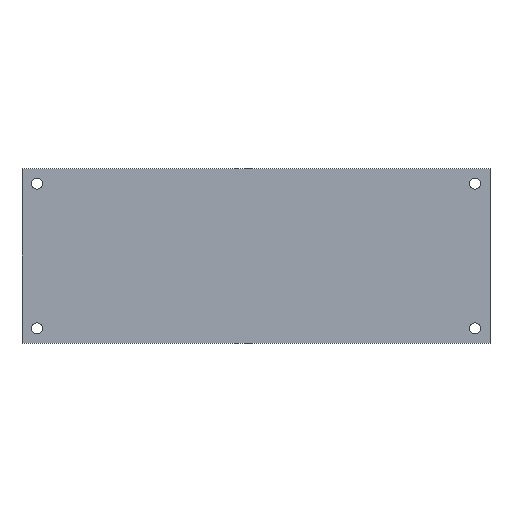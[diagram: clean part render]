
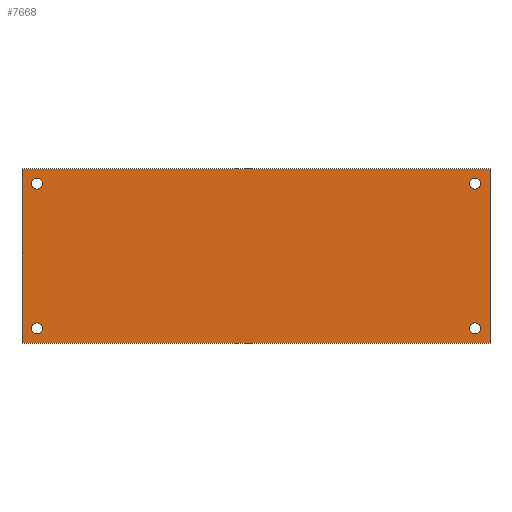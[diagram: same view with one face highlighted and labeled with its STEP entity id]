
A CAD part, front view. The second image highlights one B-rep face of the part: STEP entity #7668.
In plain terms, the highlighted planar face has unit normal (0, -1, 0).
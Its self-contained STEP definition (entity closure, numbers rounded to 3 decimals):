
#39 = AXIS2_PLACEMENT_3D ( 'NONE', #3705, #92, #4637 ) ;
#92 = DIRECTION ( 'NONE',  ( 0., 1., 0. ) ) ;
#183 = DIRECTION ( 'NONE',  ( 1., 0., 0. ) ) ;
#466 = VERTEX_POINT ( 'NONE', #8385 ) ;
#542 = LINE ( 'NONE', #1050, #696 ) ;
#588 = ORIENTED_EDGE ( 'NONE', *, *, #3027, .T. ) ;
#631 = EDGE_CURVE ( 'NONE', #466, #908, #8445, .T. ) ;
#683 = EDGE_CURVE ( 'NONE', #6357, #8166, #8158, .T. ) ;
#696 = VECTOR ( 'NONE', #183, 1000. ) ;
#697 = CARTESIAN_POINT ( 'NONE',  ( 181.5, 0., 64. ) ) ;
#733 = VECTOR ( 'NONE', #5415, 1000. ) ;
#771 = EDGE_CURVE ( 'NONE', #1601, #10648, #542, .T. ) ;
#820 = EDGE_CURVE ( 'NONE', #8166, #6357, #3145, .T. ) ;
#826 = DIRECTION ( 'NONE',  ( 0., 0., 1. ) ) ;
#841 = CARTESIAN_POINT ( 'NONE',  ( 181.5, 0., 61.8 ) ) ;
#908 = VERTEX_POINT ( 'NONE', #11207 ) ;
#1004 = CIRCLE ( 'NONE', #4260, 2.2 ) ;
#1050 = CARTESIAN_POINT ( 'NONE',  ( 0., 0., 70. ) ) ;
#1089 = DIRECTION ( 'NONE',  ( 0., 0., 1. ) ) ;
#1176 = AXIS2_PLACEMENT_3D ( 'NONE', #697, #1625, #8041 ) ;
#1210 = VECTOR ( 'NONE', #4256, 1000. ) ;
#1215 = CARTESIAN_POINT ( 'NONE',  ( 0., 0., 70. ) ) ;
#1324 = DIRECTION ( 'NONE',  ( 0., 0., 1. ) ) ;
#1528 = VECTOR ( 'NONE', #7072, 1000. ) ;
#1601 = VERTEX_POINT ( 'NONE', #6481 ) ;
#1625 = DIRECTION ( 'NONE',  ( 0., 1., 0. ) ) ;
#1710 = CARTESIAN_POINT ( 'NONE',  ( 187.5, 0., 70. ) ) ;
#1887 = ORIENTED_EDGE ( 'NONE', *, *, #7591, .T. ) ;
#2021 = DIRECTION ( 'NONE',  ( 0., 1., 0. ) ) ;
#2171 = CARTESIAN_POINT ( 'NONE',  ( 181.5, 0., 8.2 ) ) ;
#2208 = DIRECTION ( 'NONE',  ( 0., 0., 1. ) ) ;
#2754 = AXIS2_PLACEMENT_3D ( 'NONE', #1215, #7647, #1089 ) ;
#2950 = CARTESIAN_POINT ( 'NONE',  ( 6., 0., 64. ) ) ;
#3027 = EDGE_CURVE ( 'NONE', #4501, #11667, #9291, .T. ) ;
#3028 = FACE_BOUND ( 'NONE', #9057, .T. ) ;
#3130 = DIRECTION ( 'NONE',  ( 0., 1., 0. ) ) ;
#3145 = CIRCLE ( 'NONE', #39, 2.2 ) ;
#3705 = CARTESIAN_POINT ( 'NONE',  ( 181.5, 0., 6. ) ) ;
#3740 = FACE_BOUND ( 'NONE', #9656, .T. ) ;
#4073 = ORIENTED_EDGE ( 'NONE', *, *, #683, .T. ) ;
#4158 = CARTESIAN_POINT ( 'NONE',  ( 6., 0., 6. ) ) ;
#4208 = EDGE_CURVE ( 'NONE', #9404, #8438, #5678, .T. ) ;
#4256 = DIRECTION ( 'NONE',  ( 0., 0., -1. ) ) ;
#4260 = AXIS2_PLACEMENT_3D ( 'NONE', #11745, #8055, #826 ) ;
#4317 = EDGE_CURVE ( 'NONE', #1601, #4501, #11841, .T. ) ;
#4341 = CARTESIAN_POINT ( 'NONE',  ( 0., 0., 70. ) ) ;
#4501 = VERTEX_POINT ( 'NONE', #10701 ) ;
#4542 = VERTEX_POINT ( 'NONE', #7393 ) ;
#4637 = DIRECTION ( 'NONE',  ( 0., 0., 1. ) ) ;
#4793 = ORIENTED_EDGE ( 'NONE', *, *, #10997, .T. ) ;
#4873 = ORIENTED_EDGE ( 'NONE', *, *, #820, .T. ) ;
#5105 = CARTESIAN_POINT ( 'NONE',  ( 181.5, 0., 64. ) ) ;
#5259 = ORIENTED_EDGE ( 'NONE', *, *, #631, .T. ) ;
#5415 = DIRECTION ( 'NONE',  ( 0., 0., -1. ) ) ;
#5547 = DIRECTION ( 'NONE',  ( 0., 1., 0. ) ) ;
#5623 = CIRCLE ( 'NONE', #1176, 2.2 ) ;
#5678 = CIRCLE ( 'NONE', #6534, 2.2 ) ;
#5805 = PLANE ( 'NONE',  #2754 ) ;
#5949 = DIRECTION ( 'NONE',  ( 0., 1., 0. ) ) ;
#5988 = ORIENTED_EDGE ( 'NONE', *, *, #7143, .T. ) ;
#6357 = VERTEX_POINT ( 'NONE', #9576 ) ;
#6432 = VERTEX_POINT ( 'NONE', #7997 ) ;
#6481 = CARTESIAN_POINT ( 'NONE',  ( 0., 0., 70. ) ) ;
#6534 = AXIS2_PLACEMENT_3D ( 'NONE', #5105, #5949, #2208 ) ;
#6691 = DIRECTION ( 'NONE',  ( 0., 0., 1. ) ) ;
#6969 = DIRECTION ( 'NONE',  ( 0., 0., 1. ) ) ;
#7030 = CARTESIAN_POINT ( 'NONE',  ( 0., 0., 0. ) ) ;
#7052 = FACE_BOUND ( 'NONE', #9774, .T. ) ;
#7072 = DIRECTION ( 'NONE',  ( 1., 0., 0. ) ) ;
#7143 = EDGE_CURVE ( 'NONE', #8438, #9404, #5623, .T. ) ;
#7384 = CARTESIAN_POINT ( 'NONE',  ( 187.5, 0., 0. ) ) ;
#7393 = CARTESIAN_POINT ( 'NONE',  ( 6., 0., 3.8 ) ) ;
#7452 = EDGE_CURVE ( 'NONE', #4542, #6432, #1004, .T. ) ;
#7591 = EDGE_CURVE ( 'NONE', #908, #466, #10777, .T. ) ;
#7647 = DIRECTION ( 'NONE',  ( 0., 1., 0. ) ) ;
#7668 = ADVANCED_FACE ( 'NONE', ( #3740, #3028, #7052, #10058, #11057 ), #5805, .F. ) ;
#7997 = CARTESIAN_POINT ( 'NONE',  ( 6., 0., 8.2 ) ) ;
#8041 = DIRECTION ( 'NONE',  ( 0., 0., 1. ) ) ;
#8055 = DIRECTION ( 'NONE',  ( 0., 1., 0. ) ) ;
#8092 = ORIENTED_EDGE ( 'NONE', *, *, #4208, .T. ) ;
#8158 = CIRCLE ( 'NONE', #10722, 2.2 ) ;
#8166 = VERTEX_POINT ( 'NONE', #2171 ) ;
#8385 = CARTESIAN_POINT ( 'NONE',  ( 6., 0., 66.2 ) ) ;
#8438 = VERTEX_POINT ( 'NONE', #841 ) ;
#8445 = CIRCLE ( 'NONE', #9111, 2.2 ) ;
#8457 = EDGE_LOOP ( 'NONE', ( #588, #9758, #10904, #11748 ) ) ;
#8668 = CARTESIAN_POINT ( 'NONE',  ( 6., 0., 64. ) ) ;
#8698 = DIRECTION ( 'NONE',  ( 0., 1., 0. ) ) ;
#8935 = LINE ( 'NONE', #1710, #733 ) ;
#9057 = EDGE_LOOP ( 'NONE', ( #4873, #4073 ) ) ;
#9111 = AXIS2_PLACEMENT_3D ( 'NONE', #8668, #3130, #1324 ) ;
#9252 = EDGE_LOOP ( 'NONE', ( #5259, #1887 ) ) ;
#9291 = LINE ( 'NONE', #7030, #1528 ) ;
#9404 = VERTEX_POINT ( 'NONE', #10383 ) ;
#9576 = CARTESIAN_POINT ( 'NONE',  ( 181.5, 0., 3.8 ) ) ;
#9656 = EDGE_LOOP ( 'NONE', ( #8092, #5988 ) ) ;
#9758 = ORIENTED_EDGE ( 'NONE', *, *, #10740, .F. ) ;
#9774 = EDGE_LOOP ( 'NONE', ( #4793, #11088 ) ) ;
#9805 = CARTESIAN_POINT ( 'NONE',  ( 181.5, 0., 6. ) ) ;
#9939 = AXIS2_PLACEMENT_3D ( 'NONE', #4158, #8698, #6969 ) ;
#10058 = FACE_BOUND ( 'NONE', #9252, .T. ) ;
#10169 = AXIS2_PLACEMENT_3D ( 'NONE', #2950, #2021, #6691 ) ;
#10337 = DIRECTION ( 'NONE',  ( 0., 0., 1. ) ) ;
#10383 = CARTESIAN_POINT ( 'NONE',  ( 181.5, 0., 66.2 ) ) ;
#10648 = VERTEX_POINT ( 'NONE', #10947 ) ;
#10701 = CARTESIAN_POINT ( 'NONE',  ( 0., 0., 0. ) ) ;
#10722 = AXIS2_PLACEMENT_3D ( 'NONE', #9805, #5547, #10337 ) ;
#10740 = EDGE_CURVE ( 'NONE', #10648, #11667, #8935, .T. ) ;
#10777 = CIRCLE ( 'NONE', #10169, 2.2 ) ;
#10904 = ORIENTED_EDGE ( 'NONE', *, *, #771, .F. ) ;
#10947 = CARTESIAN_POINT ( 'NONE',  ( 187.5, 0., 70. ) ) ;
#10997 = EDGE_CURVE ( 'NONE', #6432, #4542, #11794, .T. ) ;
#11057 = FACE_OUTER_BOUND ( 'NONE', #8457, .T. ) ;
#11088 = ORIENTED_EDGE ( 'NONE', *, *, #7452, .T. ) ;
#11207 = CARTESIAN_POINT ( 'NONE',  ( 6., 0., 61.8 ) ) ;
#11667 = VERTEX_POINT ( 'NONE', #7384 ) ;
#11745 = CARTESIAN_POINT ( 'NONE',  ( 6., 0., 6. ) ) ;
#11748 = ORIENTED_EDGE ( 'NONE', *, *, #4317, .T. ) ;
#11794 = CIRCLE ( 'NONE', #9939, 2.2 ) ;
#11841 = LINE ( 'NONE', #4341, #1210 ) ;
